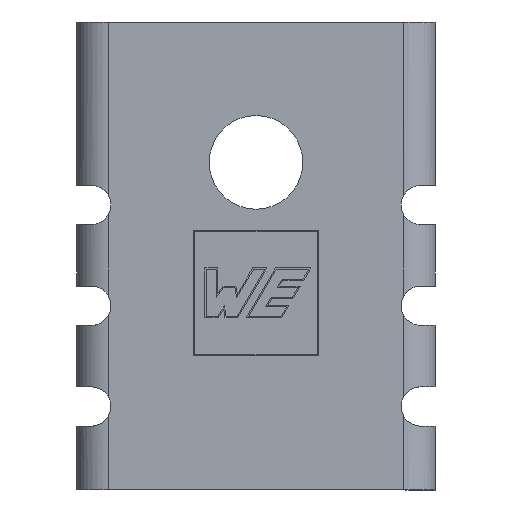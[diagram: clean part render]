
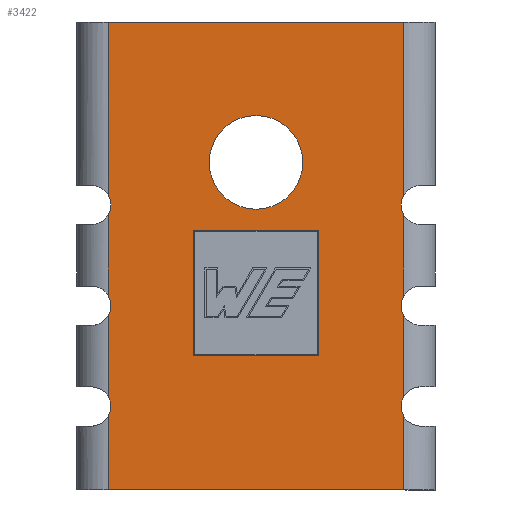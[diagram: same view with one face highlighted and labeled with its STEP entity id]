
A CAD part, front view. The second image highlights one B-rep face of the part: STEP entity #3422.
In plain terms, the highlighted planar face has unit normal (0, -1, 0).
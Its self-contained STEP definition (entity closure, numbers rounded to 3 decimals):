
#44=CIRCLE('',#3559,1.905);
#47=CIRCLE('',#3564,0.8);
#48=CIRCLE('',#3568,0.8);
#50=CIRCLE('',#3576,0.8);
#52=CIRCLE('',#3582,0.8);
#54=CIRCLE('',#3586,0.8);
#56=CIRCLE('',#3589,0.8);
#687=ORIENTED_EDGE('',*,*,#1095,.T.);
#688=ORIENTED_EDGE('',*,*,#1138,.T.);
#689=ORIENTED_EDGE('',*,*,#1087,.F.);
#690=ORIENTED_EDGE('',*,*,#1102,.T.);
#691=ORIENTED_EDGE('',*,*,#1081,.F.);
#692=ORIENTED_EDGE('',*,*,#1108,.T.);
#693=ORIENTED_EDGE('',*,*,#1077,.F.);
#694=ORIENTED_EDGE('',*,*,#1114,.F.);
#695=ORIENTED_EDGE('',*,*,#1073,.F.);
#696=ORIENTED_EDGE('',*,*,#1143,.T.);
#697=ORIENTED_EDGE('',*,*,#1147,.F.);
#698=ORIENTED_EDGE('',*,*,#1148,.T.);
#699=ORIENTED_EDGE('',*,*,#1092,.F.);
#700=ORIENTED_EDGE('',*,*,#1126,.T.);
#701=ORIENTED_EDGE('',*,*,#1069,.F.);
#702=ORIENTED_EDGE('',*,*,#1132,.F.);
#703=ORIENTED_EDGE('',*,*,#1065,.F.);
#704=ORIENTED_EDGE('',*,*,#932,.T.);
#705=ORIENTED_EDGE('',*,*,#930,.T.);
#706=ORIENTED_EDGE('',*,*,#936,.T.);
#707=ORIENTED_EDGE('',*,*,#934,.T.);
#930=EDGE_CURVE('',#1262,#1261,#1527,.T.);
#932=EDGE_CURVE('',#1263,#1262,#1529,.T.);
#934=EDGE_CURVE('',#1264,#1263,#1531,.T.);
#936=EDGE_CURVE('',#1261,#1264,#1533,.T.);
#1065=EDGE_CURVE('',#1351,#1352,#1655,.T.);
#1069=EDGE_CURVE('',#1354,#1355,#1656,.T.);
#1073=EDGE_CURVE('',#1357,#1358,#1657,.T.);
#1077=EDGE_CURVE('',#1360,#1361,#1658,.T.);
#1081=EDGE_CURVE('',#1363,#1364,#1659,.T.);
#1087=EDGE_CURVE('',#1368,#1369,#1660,.T.);
#1092=EDGE_CURVE('',#1372,#1373,#1661,.T.);
#1095=EDGE_CURVE('',#1374,#1374,#44,.T.);
#1102=EDGE_CURVE('',#1368,#1364,#47,.T.);
#1108=EDGE_CURVE('',#1363,#1361,#48,.T.);
#1114=EDGE_CURVE('',#1358,#1360,#1676,.T.);
#1126=EDGE_CURVE('',#1372,#1355,#50,.T.);
#1132=EDGE_CURVE('',#1352,#1354,#1692,.T.);
#1138=EDGE_CURVE('',#1351,#1369,#52,.T.);
#1143=EDGE_CURVE('',#1357,#1400,#54,.T.);
#1147=EDGE_CURVE('',#1403,#1400,#1702,.T.);
#1148=EDGE_CURVE('',#1403,#1373,#56,.T.);
#1261=VERTEX_POINT('',#4514);
#1262=VERTEX_POINT('',#4516);
#1263=VERTEX_POINT('',#4520);
#1264=VERTEX_POINT('',#4524);
#1351=VERTEX_POINT('',#4795);
#1352=VERTEX_POINT('',#4797);
#1354=VERTEX_POINT('',#4803);
#1355=VERTEX_POINT('',#4805);
#1357=VERTEX_POINT('',#4817);
#1358=VERTEX_POINT('',#4819);
#1360=VERTEX_POINT('',#4825);
#1361=VERTEX_POINT('',#4827);
#1363=VERTEX_POINT('',#4839);
#1364=VERTEX_POINT('',#4841);
#1368=VERTEX_POINT('',#4857);
#1369=VERTEX_POINT('',#4859);
#1372=VERTEX_POINT('',#4873);
#1373=VERTEX_POINT('',#4875);
#1374=VERTEX_POINT('',#4882);
#1400=VERTEX_POINT('',#4974);
#1403=VERTEX_POINT('',#4986);
#1527=LINE('',#4515,#1836);
#1529=LINE('',#4519,#1838);
#1531=LINE('',#4523,#1840);
#1533=LINE('',#4527,#1842);
#1655=LINE('',#4796,#1964);
#1656=LINE('',#4804,#1965);
#1657=LINE('',#4818,#1966);
#1658=LINE('',#4826,#1967);
#1659=LINE('',#4840,#1968);
#1660=LINE('',#4858,#1969);
#1661=LINE('',#4874,#1970);
#1676=LINE('',#4919,#1985);
#1692=LINE('',#4953,#2001);
#1702=LINE('',#4985,#2011);
#1836=VECTOR('',#3794,1000.);
#1838=VECTOR('',#3798,1000.);
#1840=VECTOR('',#3802,1000.);
#1842=VECTOR('',#3806,1000.);
#1964=VECTOR('',#4040,1000.);
#1965=VECTOR('',#4049,1000.);
#1966=VECTOR('',#4054,1000.);
#1967=VECTOR('',#4063,1000.);
#1968=VECTOR('',#4068,1000.);
#1969=VECTOR('',#4077,1000.);
#1970=VECTOR('',#4084,1000.);
#1985=VECTOR('',#4127,1000.);
#2001=VECTOR('',#4159,1000.);
#2011=VECTOR('',#4187,1000.);
#2148=EDGE_LOOP('',(#687));
#2149=EDGE_LOOP('',(#688,#689,#690,#691,#692,#693,#694,#695,#696,#697,#698,
#699,#700,#701,#702,#703));
#2150=EDGE_LOOP('',(#704,#705,#706,#707));
#2284=FACE_BOUND('',#2148,.T.);
#2285=FACE_BOUND('',#2149,.T.);
#2286=FACE_BOUND('',#2150,.T.);
#2400=PLANE('',#3588);
#3422=ADVANCED_FACE('',(#2284,#2285,#2286),#2400,.T.);
#3559=AXIS2_PLACEMENT_3D('',#4884,#4088,#4089);
#3564=AXIS2_PLACEMENT_3D('',#4896,#4102,#4103);
#3568=AXIS2_PLACEMENT_3D('',#4908,#4115,#4116);
#3576=AXIS2_PLACEMENT_3D('',#4942,#4147,#4148);
#3582=AXIS2_PLACEMENT_3D('',#4964,#4169,#4170);
#3586=AXIS2_PLACEMENT_3D('',#4973,#4180,#4181);
#3588=AXIS2_PLACEMENT_3D('',#4984,#4185,#4186);
#3589=AXIS2_PLACEMENT_3D('',#4987,#4188,#4189);
#3794=DIRECTION('',(-1.,0.,0.));
#3798=DIRECTION('',(0.,0.,-1.));
#3802=DIRECTION('',(1.,0.,0.));
#3806=DIRECTION('',(0.,0.,1.));
#4040=DIRECTION('',(0.,0.,1.));
#4049=DIRECTION('',(0.,0.,-1.));
#4054=DIRECTION('',(0.,0.,-1.));
#4063=DIRECTION('',(0.,0.,1.));
#4068=DIRECTION('',(0.,0.,1.));
#4077=DIRECTION('',(0.,0.,1.));
#4084=DIRECTION('',(0.,0.,-1.));
#4088=DIRECTION('',(0.,1.,0.));
#4089=DIRECTION('',(0.,0.,1.));
#4102=DIRECTION('',(0.,1.,0.));
#4103=DIRECTION('',(0.,0.,1.));
#4115=DIRECTION('',(0.,1.,0.));
#4116=DIRECTION('',(0.,0.,-1.));
#4127=DIRECTION('',(-1.,0.,0.));
#4147=DIRECTION('',(0.,1.,0.));
#4148=DIRECTION('',(0.,0.,1.));
#4159=DIRECTION('',(1.,0.,0.));
#4169=DIRECTION('',(0.,1.,0.));
#4170=DIRECTION('',(0.,0.,-1.));
#4180=DIRECTION('',(0.,1.,0.));
#4181=DIRECTION('',(0.,0.,-1.));
#4185=DIRECTION('',(0.,-1.,0.));
#4186=DIRECTION('',(1.,0.,0.));
#4187=DIRECTION('',(0.,0.,-1.));
#4188=DIRECTION('',(0.,1.,0.));
#4189=DIRECTION('',(0.,0.,1.));
#4514=CARTESIAN_POINT('',(-2.54,0.,-1.053));
#4515=CARTESIAN_POINT('',(0.,0.,-1.053));
#4516=CARTESIAN_POINT('',(2.54,0.,-1.053));
#4519=CARTESIAN_POINT('',(2.54,0.,1.5));
#4520=CARTESIAN_POINT('',(2.54,0.,4.053));
#4523=CARTESIAN_POINT('',(0.,0.,4.053));
#4524=CARTESIAN_POINT('',(-2.54,0.,4.053));
#4527=CARTESIAN_POINT('',(-2.54,0.,1.5));
#4795=CARTESIAN_POINT('',(-6.005,0.,6.512));
#4796=CARTESIAN_POINT('',(-6.005,0.,6.512));
#4797=CARTESIAN_POINT('',(-6.005,0.,9.525));
#4803=CARTESIAN_POINT('',(6.005,0.,9.525));
#4804=CARTESIAN_POINT('',(6.005,0.,9.525));
#4805=CARTESIAN_POINT('',(6.005,0.,6.512));
#4817=CARTESIAN_POINT('',(6.005,0.,-2.462));
#4818=CARTESIAN_POINT('',(6.005,0.,-2.462));
#4819=CARTESIAN_POINT('',(6.005,0.,-9.525));
#4825=CARTESIAN_POINT('',(-6.005,0.,-9.525));
#4826=CARTESIAN_POINT('',(-6.005,0.,-9.525));
#4827=CARTESIAN_POINT('',(-6.005,0.,-2.462));
#4839=CARTESIAN_POINT('',(-6.005,0.,-1.688));
#4840=CARTESIAN_POINT('',(-6.005,0.,-1.688));
#4841=CARTESIAN_POINT('',(-6.005,0.,1.638));
#4857=CARTESIAN_POINT('',(-6.005,0.,2.412));
#4858=CARTESIAN_POINT('',(-6.005,0.,2.412));
#4859=CARTESIAN_POINT('',(-6.005,0.,5.738));
#4873=CARTESIAN_POINT('',(6.005,0.,5.738));
#4874=CARTESIAN_POINT('',(6.005,0.,5.738));
#4875=CARTESIAN_POINT('',(6.005,0.,2.412));
#4882=CARTESIAN_POINT('',(0.,0.,-1.905));
#4884=CARTESIAN_POINT('',(0.,0.,-3.81));
#4896=CARTESIAN_POINT('',(-6.705,0.,2.025));
#4908=CARTESIAN_POINT('',(-6.705,0.,-2.075));
#4919=CARTESIAN_POINT('',(6.005,0.,-9.525));
#4942=CARTESIAN_POINT('',(6.705,0.,6.125));
#4953=CARTESIAN_POINT('',(-6.005,0.,9.525));
#4964=CARTESIAN_POINT('',(-6.705,0.,6.125));
#4973=CARTESIAN_POINT('',(6.705,0.,-2.075));
#4974=CARTESIAN_POINT('',(6.005,0.,-1.688));
#4984=CARTESIAN_POINT('',(0.,0.,0.));
#4985=CARTESIAN_POINT('',(6.005,0.,1.638));
#4986=CARTESIAN_POINT('',(6.005,0.,1.638));
#4987=CARTESIAN_POINT('',(6.705,0.,2.025));
